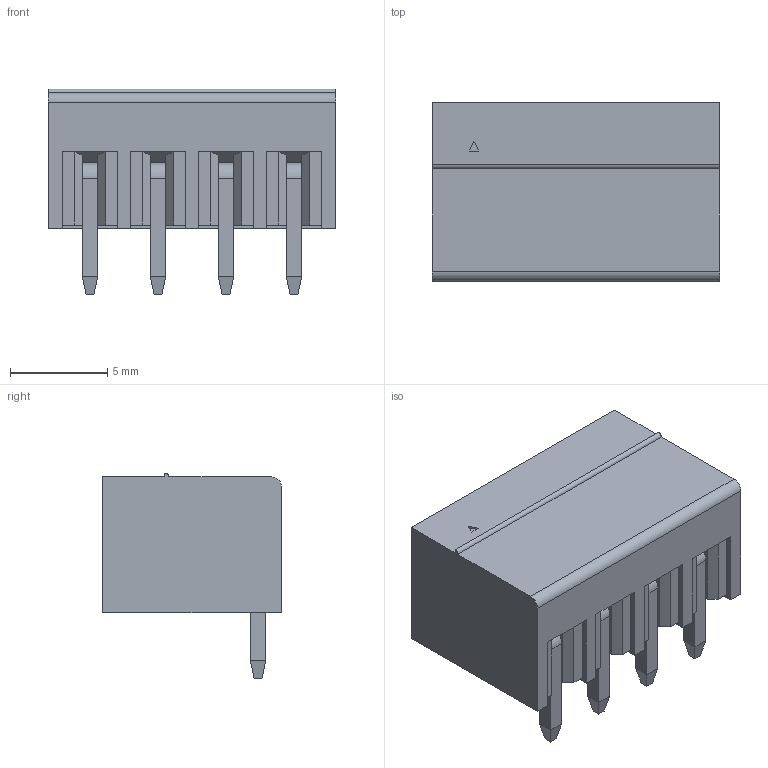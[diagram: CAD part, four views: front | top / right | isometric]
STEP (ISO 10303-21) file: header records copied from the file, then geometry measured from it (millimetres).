
FILE_DESCRIPTION (( 'STEP AP214' ), '1' );
FILE_NAME ('15EDGRC-3.5-04P-14-00AH.STEP', '2021-01-29T02:00:55', ( '' ), ( '' ), 'SwSTEP 2.0', 'SolidWorks 2020', '' );
FILE_SCHEMA (( 'AUTOMOTIVE_DESIGN' ));
Length unit declared in the file: millimetre
Products named in the file (1): 15EDGRC-3.5-04P-14-00AH
Bounding box: 14.8 x 9.2 x 10.6 mm (x, y, z)
Volume: 434.3 mm3; surface area: 1487.8 mm2
Topology: 1 solids, 5 shells, 605 faces, 1609 edges, 1054 vertices
Faces by surface type: plane 442, bspline 137, cylinder 14, torus 8, cone 4
Entity records: 29511 total; most frequent: CARTESIAN_POINT 11382, ORIENTED_EDGE 3218, DIRECTION 2329, EDGE_CURVE 1609, LINE 1279, VECTOR 1279, VERTEX_POINT 1054, EDGE_LOOP 645
